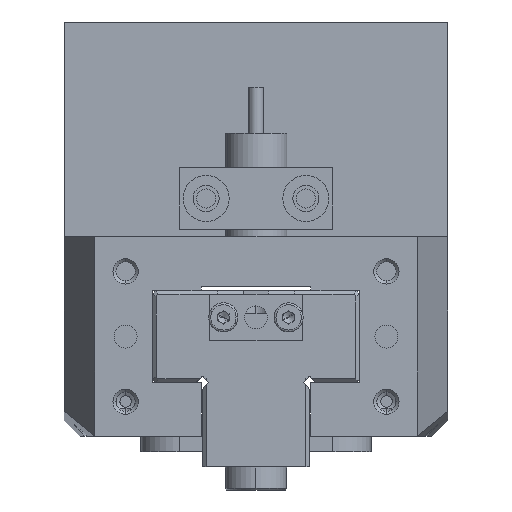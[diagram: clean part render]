
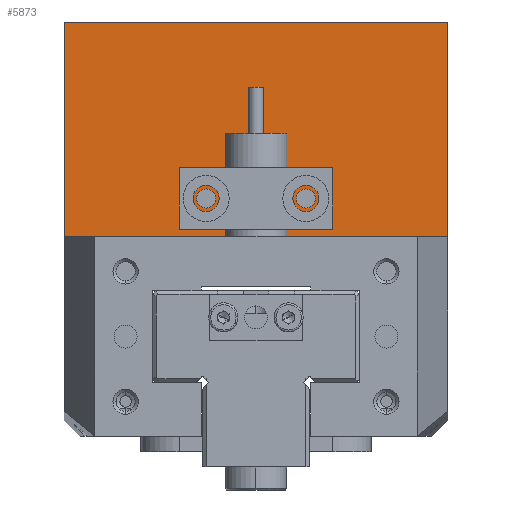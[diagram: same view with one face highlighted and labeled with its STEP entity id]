
A CAD part, left-side view. The second image highlights one B-rep face of the part: STEP entity #5873.
In plain terms, the highlighted planar face has unit normal (-1, 0, 0).
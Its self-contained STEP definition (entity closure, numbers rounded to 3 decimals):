
#408 = CIRCLE ( 'NONE', #21465, 1.25 ) ;
#439 = LINE ( 'NONE', #22570, #20331 ) ;
#948 = EDGE_CURVE ( 'NONE', #14193, #23721, #25832, .T. ) ;
#1070 = FACE_BOUND ( 'NONE', #36079, .T. ) ;
#1195 = CIRCLE ( 'NONE', #30390, 1.25 ) ;
#1997 = DIRECTION ( 'NONE',  ( 0., 0., 1. ) ) ;
#2875 = CARTESIAN_POINT ( 'NONE',  ( -33.185, -18.98, 99.161 ) ) ;
#2921 = CARTESIAN_POINT ( 'NONE',  ( -33.185, -0.48, 104.161 ) ) ;
#4486 = AXIS2_PLACEMENT_3D ( 'NONE', #2875, #21087, #26984 ) ;
#5594 = EDGE_CURVE ( 'NONE', #10128, #38787, #23243, .T. ) ;
#5873 = ADVANCED_FACE ( 'NONE', ( #36892, #1070, #32189 ), #11617, .F. ) ;
#5935 = ORIENTED_EDGE ( 'NONE', *, *, #37305, .F. ) ;
#6232 = VERTEX_POINT ( 'NONE', #20744 ) ;
#7996 = CARTESIAN_POINT ( 'NONE',  ( -33.185, -18.98, 99.161 ) ) ;
#8096 = EDGE_CURVE ( 'NONE', #6232, #38787, #14348, .T. ) ;
#8581 = DIRECTION ( 'NONE',  ( -1., 0., 0. ) ) ;
#9318 = VERTEX_POINT ( 'NONE', #37404 ) ;
#9488 = AXIS2_PLACEMENT_3D ( 'NONE', #2921, #32594, #20495 ) ;
#9852 = EDGE_LOOP ( 'NONE', ( #5935, #35492 ) ) ;
#10128 = VERTEX_POINT ( 'NONE', #7996 ) ;
#10482 = EDGE_CURVE ( 'NONE', #9318, #6232, #439, .T. ) ;
#10979 = DIRECTION ( 'NONE',  ( -1., 0., 0. ) ) ;
#11492 = DIRECTION ( 'NONE',  ( 0., 1., 0. ) ) ;
#11617 = PLANE ( 'NONE',  #4486 ) ;
#12991 = CARTESIAN_POINT ( 'NONE',  ( -33.185, 31.02, 99.161 ) ) ;
#13458 = CIRCLE ( 'NONE', #33087, 1.25 ) ;
#14171 = CARTESIAN_POINT ( 'NONE',  ( -33.185, 12.52, 102.911 ) ) ;
#14193 = VERTEX_POINT ( 'NONE', #23422 ) ;
#14348 = LINE ( 'NONE', #26347, #35446 ) ;
#14357 = CARTESIAN_POINT ( 'NONE',  ( -33.185, -0.48, 105.411 ) ) ;
#14429 = DIRECTION ( 'NONE',  ( 0., 0., 1. ) ) ;
#14674 = ORIENTED_EDGE ( 'NONE', *, *, #34544, .F. ) ;
#14692 = DIRECTION ( 'NONE',  ( 0., 0., -1. ) ) ;
#15293 = VECTOR ( 'NONE', #11492, 1000. ) ;
#16931 = VERTEX_POINT ( 'NONE', #14171 ) ;
#17419 = CARTESIAN_POINT ( 'NONE',  ( -33.185, 12.52, 105.411 ) ) ;
#17565 = CARTESIAN_POINT ( 'NONE',  ( -33.185, 12.52, 104.161 ) ) ;
#17673 = CARTESIAN_POINT ( 'NONE',  ( -33.185, -18.98, 99.161 ) ) ;
#17781 = EDGE_CURVE ( 'NONE', #22194, #16931, #13458, .T. ) ;
#18737 = ORIENTED_EDGE ( 'NONE', *, *, #8096, .T. ) ;
#19331 = VECTOR ( 'NONE', #14692, 1000. ) ;
#19442 = DIRECTION ( 'NONE',  ( 0., 1., 0. ) ) ;
#20331 = VECTOR ( 'NONE', #19442, 1000. ) ;
#20495 = DIRECTION ( 'NONE',  ( 0., 0., 1. ) ) ;
#20744 = CARTESIAN_POINT ( 'NONE',  ( -33.185, 31.02, 127.161 ) ) ;
#20836 = DIRECTION ( 'NONE',  ( 0., 0., 1. ) ) ;
#20872 = ORIENTED_EDGE ( 'NONE', *, *, #5594, .F. ) ;
#21087 = DIRECTION ( 'NONE',  ( 1., 0., 0. ) ) ;
#21465 = AXIS2_PLACEMENT_3D ( 'NONE', #29369, #10979, #14429 ) ;
#22194 = VERTEX_POINT ( 'NONE', #17419 ) ;
#22210 = EDGE_CURVE ( 'NONE', #9318, #10128, #32075, .T. ) ;
#22570 = CARTESIAN_POINT ( 'NONE',  ( -33.185, 6.02, 127.161 ) ) ;
#23243 = LINE ( 'NONE', #35029, #15293 ) ;
#23422 = CARTESIAN_POINT ( 'NONE',  ( -33.185, -0.48, 102.911 ) ) ;
#23721 = VERTEX_POINT ( 'NONE', #14357 ) ;
#25832 = CIRCLE ( 'NONE', #9488, 1.25 ) ;
#25871 = EDGE_LOOP ( 'NONE', ( #29758, #18737, #20872, #27332 ) ) ;
#26347 = CARTESIAN_POINT ( 'NONE',  ( -33.185, 31.02, 99.161 ) ) ;
#26984 = DIRECTION ( 'NONE',  ( 0., 0., -1. ) ) ;
#27332 = ORIENTED_EDGE ( 'NONE', *, *, #22210, .F. ) ;
#29369 = CARTESIAN_POINT ( 'NONE',  ( -33.185, -0.48, 104.161 ) ) ;
#29758 = ORIENTED_EDGE ( 'NONE', *, *, #10482, .T. ) ;
#30390 = AXIS2_PLACEMENT_3D ( 'NONE', #32184, #35055, #1997 ) ;
#32075 = LINE ( 'NONE', #17673, #19331 ) ;
#32184 = CARTESIAN_POINT ( 'NONE',  ( -33.185, 12.52, 104.161 ) ) ;
#32189 = FACE_OUTER_BOUND ( 'NONE', #25871, .T. ) ;
#32594 = DIRECTION ( 'NONE',  ( -1., 0., 0. ) ) ;
#33087 = AXIS2_PLACEMENT_3D ( 'NONE', #17565, #8581, #20836 ) ;
#34544 = EDGE_CURVE ( 'NONE', #16931, #22194, #1195, .T. ) ;
#35029 = CARTESIAN_POINT ( 'NONE',  ( -33.185, -18.98, 99.161 ) ) ;
#35055 = DIRECTION ( 'NONE',  ( -1., 0., 0. ) ) ;
#35446 = VECTOR ( 'NONE', #38420, 1000. ) ;
#35492 = ORIENTED_EDGE ( 'NONE', *, *, #948, .F. ) ;
#36079 = EDGE_LOOP ( 'NONE', ( #38792, #14674 ) ) ;
#36892 = FACE_BOUND ( 'NONE', #9852, .T. ) ;
#37305 = EDGE_CURVE ( 'NONE', #23721, #14193, #408, .T. ) ;
#37404 = CARTESIAN_POINT ( 'NONE',  ( -33.185, -18.98, 127.161 ) ) ;
#38420 = DIRECTION ( 'NONE',  ( 0., 0., -1. ) ) ;
#38787 = VERTEX_POINT ( 'NONE', #12991 ) ;
#38792 = ORIENTED_EDGE ( 'NONE', *, *, #17781, .F. ) ;
